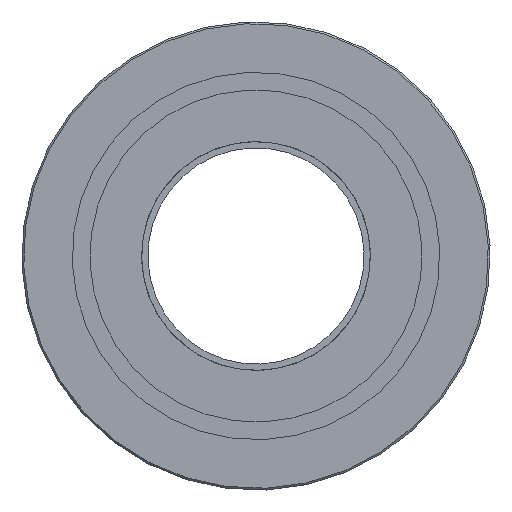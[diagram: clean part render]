
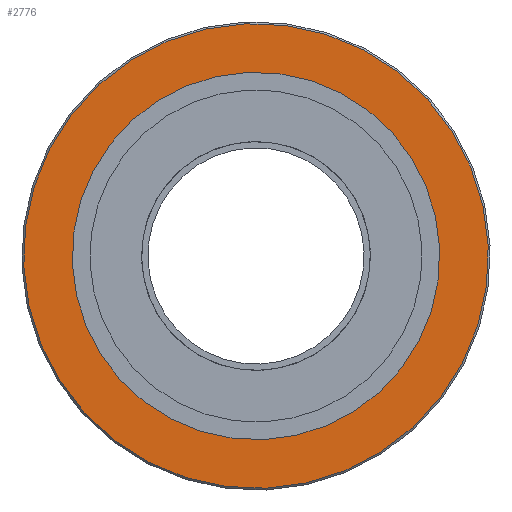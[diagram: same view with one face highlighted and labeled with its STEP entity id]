
A CAD part, front view. The second image highlights one B-rep face of the part: STEP entity #2776.
In plain terms, the highlighted face is planar.
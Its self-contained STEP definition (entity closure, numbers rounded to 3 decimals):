
#293=FACE_BOUND('',#666,.T.);
#336=PLANE('',#3065);
#483=FACE_OUTER_BOUND('',#665,.T.);
#665=EDGE_LOOP('',(#2553));
#666=EDGE_LOOP('',(#2554,#2555));
#1077=CIRCLE('',#3061,64.5);
#1080=CIRCLE('',#3066,51.);
#1081=CIRCLE('',#3067,51.);
#1355=VERTEX_POINT('',#17409);
#1358=VERTEX_POINT('',#17419);
#1359=VERTEX_POINT('',#17420);
#1759=EDGE_CURVE('',#1355,#1355,#1077,.T.);
#1763=EDGE_CURVE('',#1358,#1359,#1080,.T.);
#1764=EDGE_CURVE('',#1359,#1358,#1081,.T.);
#2553=ORIENTED_EDGE('',*,*,#1759,.F.);
#2554=ORIENTED_EDGE('',*,*,#1763,.T.);
#2555=ORIENTED_EDGE('',*,*,#1764,.T.);
#2776=ADVANCED_FACE('',(#483,#293),#336,.T.);
#3061=AXIS2_PLACEMENT_3D('',#17411,#3623,#3624);
#3065=AXIS2_PLACEMENT_3D('',#17418,#3632,#3633);
#3066=AXIS2_PLACEMENT_3D('',#17421,#3634,#3635);
#3067=AXIS2_PLACEMENT_3D('',#17422,#3636,#3637);
#3623=DIRECTION('center_axis',(-1.,0.,0.));
#3624=DIRECTION('ref_axis',(0.,0.,-1.));
#3632=DIRECTION('center_axis',(1.,0.,0.));
#3633=DIRECTION('ref_axis',(0.,0.,-1.));
#3634=DIRECTION('center_axis',(-1.,0.,0.));
#3635=DIRECTION('ref_axis',(0.,0.,1.));
#3636=DIRECTION('center_axis',(-1.,0.,0.));
#3637=DIRECTION('ref_axis',(0.,0.,1.));
#17409=CARTESIAN_POINT('',(0.,0.,64.5));
#17411=CARTESIAN_POINT('Origin',(0.,0.,0.));
#17418=CARTESIAN_POINT('Origin',(0.,0.,65.));
#17419=CARTESIAN_POINT('',(0.,0.,51.));
#17420=CARTESIAN_POINT('',(0.,0.,-51.));
#17421=CARTESIAN_POINT('Origin',(0.,0.,0.));
#17422=CARTESIAN_POINT('Origin',(0.,0.,0.));
